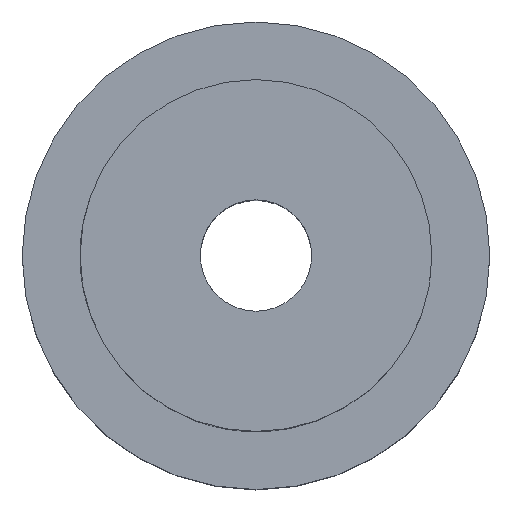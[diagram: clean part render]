
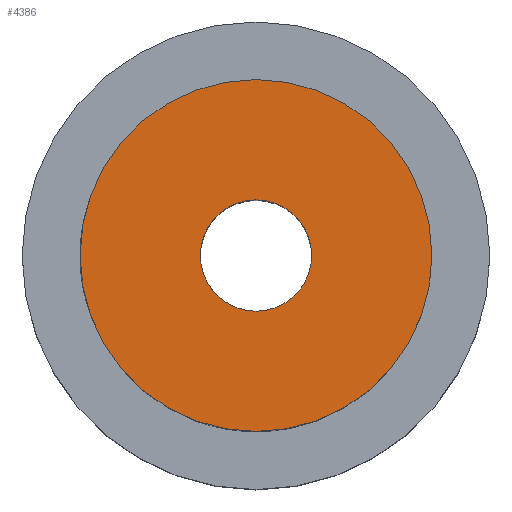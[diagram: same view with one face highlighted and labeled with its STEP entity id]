
A CAD part, top view. The second image highlights one B-rep face of the part: STEP entity #4386.
In plain terms, the highlighted planar face has unit normal (0, 0, 1).
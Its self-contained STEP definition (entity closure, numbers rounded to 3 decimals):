
#19=FACE_BOUND('',#713,.T.);
#26=CIRCLE('',#4636,2.5);
#28=CIRCLE('',#4639,7.9);
#396=PLANE('',#4641);
#465=FACE_OUTER_BOUND('',#712,.T.);
#712=EDGE_LOOP('',(#3006));
#713=EDGE_LOOP('',(#3007));
#1580=VERTEX_POINT('',#9517);
#1582=VERTEX_POINT('',#9523);
#2114=EDGE_CURVE('',#1580,#1580,#26,.T.);
#2117=EDGE_CURVE('',#1582,#1582,#28,.T.);
#3006=ORIENTED_EDGE('',*,*,#2117,.T.);
#3007=ORIENTED_EDGE('',*,*,#2114,.T.);
#4386=ADVANCED_FACE('',(#465,#19),#396,.T.);
#4636=AXIS2_PLACEMENT_3D('',#9518,#5324,#5325);
#4639=AXIS2_PLACEMENT_3D('',#9524,#5331,#5332);
#4641=AXIS2_PLACEMENT_3D('',#9528,#5336,#5337);
#5324=DIRECTION('center_axis',(0.,0.,-1.));
#5325=DIRECTION('ref_axis',(-1.,0.,0.));
#5331=DIRECTION('center_axis',(0.,0.,1.));
#5332=DIRECTION('ref_axis',(-1.,0.,0.));
#5336=DIRECTION('center_axis',(0.,0.,1.));
#5337=DIRECTION('ref_axis',(-1.,0.,0.));
#9517=CARTESIAN_POINT('',(2.5,0.,12.));
#9518=CARTESIAN_POINT('Origin',(0.,0.,12.));
#9523=CARTESIAN_POINT('',(7.9,0.,12.));
#9524=CARTESIAN_POINT('Origin',(0.,0.,12.));
#9528=CARTESIAN_POINT('Origin',(0.,0.,12.));
